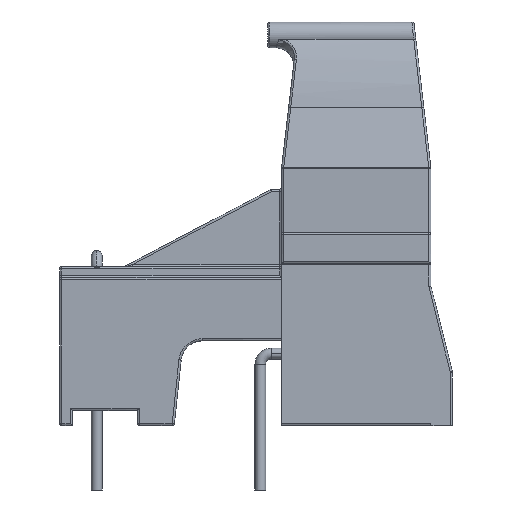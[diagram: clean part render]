
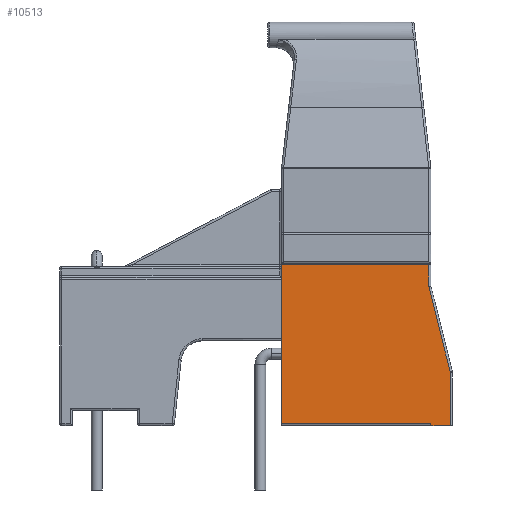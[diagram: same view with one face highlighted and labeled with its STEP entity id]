
A CAD part, left-side view. The second image highlights one B-rep face of the part: STEP entity #10513.
In plain terms, the highlighted planar face has unit normal (-1, 0, 0).
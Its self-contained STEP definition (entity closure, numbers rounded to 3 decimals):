
#432 = CARTESIAN_POINT ( 'NONE',  ( -5.08, -11.66, 0. ) ) ;
#472 = CARTESIAN_POINT ( 'NONE',  ( -5.08, -4.8, 4.047 ) ) ;
#484 = VERTEX_POINT ( 'NONE', #472 ) ;
#937 = VERTEX_POINT ( 'NONE', #4466 ) ;
#975 = ORIENTED_EDGE ( 'NONE', *, *, #1499, .T. ) ;
#1279 = DIRECTION ( 'NONE',  ( 0., 0., 1. ) ) ;
#1296 = VECTOR ( 'NONE', #12269, 1000. ) ;
#1351 = CARTESIAN_POINT ( 'NONE',  ( -5.08, -4.8, 6.8 ) ) ;
#1358 = AXIS2_PLACEMENT_3D ( 'NONE', #8639, #2801, #1787 ) ;
#1499 = EDGE_CURVE ( 'NONE', #6558, #2812, #12296, .T. ) ;
#1773 = EDGE_CURVE ( 'NONE', #4798, #7759, #8849, .T. ) ;
#1787 = DIRECTION ( 'NONE',  ( 0., -1., 0. ) ) ;
#1933 = DIRECTION ( 'NONE',  ( 0., 0., -1. ) ) ;
#2517 = CARTESIAN_POINT ( 'NONE',  ( -5.08, -11.76, 0.1 ) ) ;
#2545 = EDGE_CURVE ( 'NONE', #484, #5115, #10306, .T. ) ;
#2753 = CARTESIAN_POINT ( 'NONE',  ( -5.08, -12.76, 0. ) ) ;
#2801 = DIRECTION ( 'NONE',  ( 1., 0., 0. ) ) ;
#2812 = VERTEX_POINT ( 'NONE', #9172 ) ;
#2834 = ORIENTED_EDGE ( 'NONE', *, *, #11328, .F. ) ;
#3292 = DIRECTION ( 'NONE',  ( 0., 0., 1. ) ) ;
#3304 = CARTESIAN_POINT ( 'NONE',  ( -5.08, -12.66, 0. ) ) ;
#3611 = CARTESIAN_POINT ( 'NONE',  ( -5.08, -4.16, 7.5 ) ) ;
#3805 = ORIENTED_EDGE ( 'NONE', *, *, #2545, .F. ) ;
#3939 = EDGE_CURVE ( 'NONE', #937, #9338, #4115, .T. ) ;
#4020 = CARTESIAN_POINT ( 'NONE',  ( -5.08, -4.8, 0.1 ) ) ;
#4115 = CIRCLE ( 'NONE', #1358, 0.1 ) ;
#4199 = VECTOR ( 'NONE', #10516, 1000. ) ;
#4244 = LINE ( 'NONE', #8252, #1296 ) ;
#4280 = VERTEX_POINT ( 'NONE', #7951 ) ;
#4304 = EDGE_CURVE ( 'NONE', #9338, #5115, #11234, .T. ) ;
#4413 = ORIENTED_EDGE ( 'NONE', *, *, #8687, .T. ) ;
#4432 = ORIENTED_EDGE ( 'NONE', *, *, #5734, .T. ) ;
#4466 = CARTESIAN_POINT ( 'NONE',  ( -5.08, -4.9, 7.5 ) ) ;
#4488 = AXIS2_PLACEMENT_3D ( 'NONE', #12141, #7206, #10154 ) ;
#4730 = LINE ( 'NONE', #3611, #10099 ) ;
#4798 = VERTEX_POINT ( 'NONE', #2517 ) ;
#5110 = CARTESIAN_POINT ( 'NONE',  ( -5.08, -4.8, 0. ) ) ;
#5115 = VERTEX_POINT ( 'NONE', #1351 ) ;
#5734 = EDGE_CURVE ( 'NONE', #7442, #4798, #11879, .T. ) ;
#5788 = DIRECTION ( 'NONE',  ( 0., 1., 0. ) ) ;
#5971 = DIRECTION ( 'NONE',  ( 0., 0., -1. ) ) ;
#6265 = EDGE_LOOP ( 'NONE', ( #2834, #975, #12511, #7904, #4413, #12984, #8502, #3805, #7307, #4432, #11883 ) ) ;
#6558 = VERTEX_POINT ( 'NONE', #3304 ) ;
#6641 = VECTOR ( 'NONE', #5971, 1000. ) ;
#6883 = CARTESIAN_POINT ( 'NONE',  ( -5.08, -4.16, 0.1 ) ) ;
#7100 = EDGE_CURVE ( 'NONE', #9841, #4280, #10397, .T. ) ;
#7206 = DIRECTION ( 'NONE',  ( -1., 0., 0. ) ) ;
#7294 = CARTESIAN_POINT ( 'NONE',  ( -5.08, -4.8, 0. ) ) ;
#7307 = ORIENTED_EDGE ( 'NONE', *, *, #10168, .F. ) ;
#7442 = VERTEX_POINT ( 'NONE', #4020 ) ;
#7523 = DIRECTION ( 'NONE',  ( 0., 0., 1. ) ) ;
#7759 = VERTEX_POINT ( 'NONE', #9714 ) ;
#7904 = ORIENTED_EDGE ( 'NONE', *, *, #7100, .T. ) ;
#7951 = CARTESIAN_POINT ( 'NONE',  ( -5.08, -11.66, 7.5 ) ) ;
#8126 = PLANE ( 'NONE',  #4488 ) ;
#8252 = CARTESIAN_POINT ( 'NONE',  ( -5.08, -12.745, 2.146 ) ) ;
#8502 = ORIENTED_EDGE ( 'NONE', *, *, #4304, .T. ) ;
#8639 = CARTESIAN_POINT ( 'NONE',  ( -5.08, -4.9, 7.6 ) ) ;
#8687 = EDGE_CURVE ( 'NONE', #4280, #937, #4730, .T. ) ;
#8849 = LINE ( 'NONE', #12873, #8901 ) ;
#8901 = VECTOR ( 'NONE', #1933, 1000. ) ;
#8996 = CARTESIAN_POINT ( 'NONE',  ( -5.08, -11.66, 6.488 ) ) ;
#9079 = VECTOR ( 'NONE', #10766, 1000. ) ;
#9172 = CARTESIAN_POINT ( 'NONE',  ( -5.08, -12.66, 2.488 ) ) ;
#9242 = CARTESIAN_POINT ( 'NONE',  ( -5.08, -12.66, 2.5 ) ) ;
#9338 = VERTEX_POINT ( 'NONE', #9755 ) ;
#9604 = VECTOR ( 'NONE', #11742, 1000. ) ;
#9664 = EDGE_CURVE ( 'NONE', #2812, #9841, #4244, .T. ) ;
#9714 = CARTESIAN_POINT ( 'NONE',  ( -5.08, -11.76, 0. ) ) ;
#9755 = CARTESIAN_POINT ( 'NONE',  ( -5.08, -4.8, 7.6 ) ) ;
#9841 = VERTEX_POINT ( 'NONE', #8996 ) ;
#10099 = VECTOR ( 'NONE', #5788, 1000. ) ;
#10154 = DIRECTION ( 'NONE',  ( 0., -1., 0. ) ) ;
#10168 = EDGE_CURVE ( 'NONE', #7442, #484, #12595, .T. ) ;
#10306 = LINE ( 'NONE', #7294, #11631 ) ;
#10397 = LINE ( 'NONE', #432, #4199 ) ;
#10513 = ADVANCED_FACE ( 'NONE', ( #12201 ), #8126, .T. ) ;
#10516 = DIRECTION ( 'NONE',  ( 0., 0., 1. ) ) ;
#10766 = DIRECTION ( 'NONE',  ( 0., 1., 0. ) ) ;
#11234 = LINE ( 'NONE', #5110, #6641 ) ;
#11328 = EDGE_CURVE ( 'NONE', #6558, #7759, #11754, .T. ) ;
#11431 = VECTOR ( 'NONE', #3292, 1000. ) ;
#11478 = CARTESIAN_POINT ( 'NONE',  ( -5.08, -4.8, 0. ) ) ;
#11631 = VECTOR ( 'NONE', #1279, 1000. ) ;
#11742 = DIRECTION ( 'NONE',  ( 0., -1., 0. ) ) ;
#11754 = LINE ( 'NONE', #2753, #9079 ) ;
#11879 = LINE ( 'NONE', #6883, #9604 ) ;
#11883 = ORIENTED_EDGE ( 'NONE', *, *, #1773, .T. ) ;
#12141 = CARTESIAN_POINT ( 'NONE',  ( -5.08, -4.16, 0. ) ) ;
#12201 = FACE_OUTER_BOUND ( 'NONE', #6265, .T. ) ;
#12269 = DIRECTION ( 'NONE',  ( 0., 0.243, 0.97 ) ) ;
#12296 = LINE ( 'NONE', #9242, #11431 ) ;
#12464 = VECTOR ( 'NONE', #7523, 1000. ) ;
#12511 = ORIENTED_EDGE ( 'NONE', *, *, #9664, .T. ) ;
#12595 = LINE ( 'NONE', #11478, #12464 ) ;
#12873 = CARTESIAN_POINT ( 'NONE',  ( -5.08, -11.76, 0. ) ) ;
#12984 = ORIENTED_EDGE ( 'NONE', *, *, #3939, .T. ) ;
